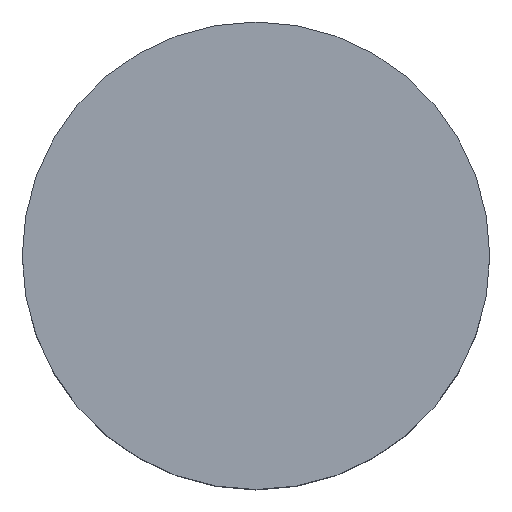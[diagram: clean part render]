
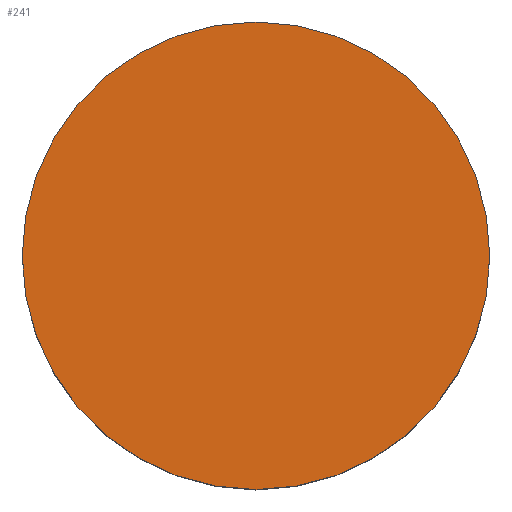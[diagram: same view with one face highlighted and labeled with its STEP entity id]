
A CAD part, top view. The second image highlights one B-rep face of the part: STEP entity #241.
In plain terms, the highlighted planar face has unit normal (0, 0, 1).
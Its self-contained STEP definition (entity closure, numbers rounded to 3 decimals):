
#47 = CARTESIAN_POINT ( 'NONE',  ( 0., 0., 0. ) ) ;
#51 = AXIS2_PLACEMENT_3D ( 'NONE', #73, #69, #100 ) ;
#52 = FACE_OUTER_BOUND ( 'NONE', #238, .T. ) ;
#69 = DIRECTION ( 'NONE',  ( 0., 0., 1. ) ) ;
#73 = CARTESIAN_POINT ( 'NONE',  ( 0., 0., 0. ) ) ;
#79 = DIRECTION ( 'NONE',  ( 0., 0., 1. ) ) ;
#100 = DIRECTION ( 'NONE',  ( 1., 0., 0. ) ) ;
#122 = AXIS2_PLACEMENT_3D ( 'NONE', #273, #79, #132 ) ;
#132 = DIRECTION ( 'NONE',  ( 1., 0., 0. ) ) ;
#152 = ORIENTED_EDGE ( 'NONE', *, *, #355, .T. ) ;
#159 = CARTESIAN_POINT ( 'NONE',  ( 3., 0., 0. ) ) ;
#170 = DIRECTION ( 'NONE',  ( 1., 0., 0. ) ) ;
#172 = CARTESIAN_POINT ( 'NONE',  ( -3., 0., 0. ) ) ;
#176 = ORIENTED_EDGE ( 'NONE', *, *, #227, .T. ) ;
#192 = DIRECTION ( 'NONE',  ( 0., 0., 1. ) ) ;
#212 = CIRCLE ( 'NONE', #51, 3. ) ;
#227 = EDGE_CURVE ( 'NONE', #312, #236, #348, .T. ) ;
#229 = AXIS2_PLACEMENT_3D ( 'NONE', #47, #192, #170 ) ;
#236 = VERTEX_POINT ( 'NONE', #159 ) ;
#238 = EDGE_LOOP ( 'NONE', ( #152, #176 ) ) ;
#241 = ADVANCED_FACE ( 'NONE', ( #52 ), #298, .T. ) ;
#273 = CARTESIAN_POINT ( 'NONE',  ( 0., 0., 0. ) ) ;
#298 = PLANE ( 'NONE',  #122 ) ;
#312 = VERTEX_POINT ( 'NONE', #172 ) ;
#348 = CIRCLE ( 'NONE', #229, 3. ) ;
#355 = EDGE_CURVE ( 'NONE', #236, #312, #212, .T. ) ;
